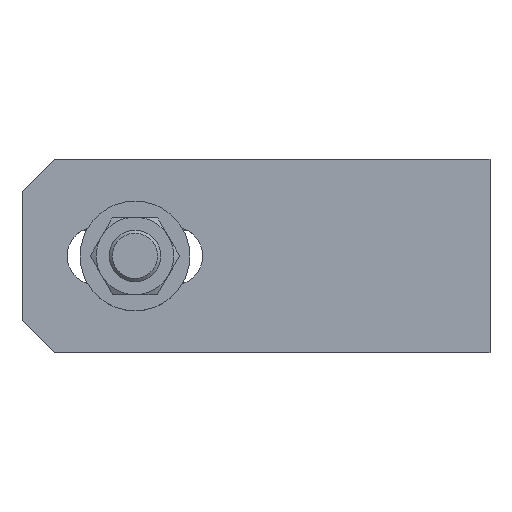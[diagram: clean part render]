
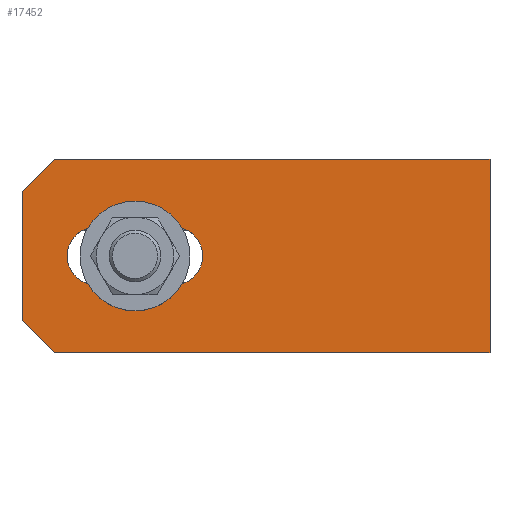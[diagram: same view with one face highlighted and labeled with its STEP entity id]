
A CAD part, top view. The second image highlights one B-rep face of the part: STEP entity #17452.
In plain terms, the highlighted planar face has unit normal (0, 0, 1).
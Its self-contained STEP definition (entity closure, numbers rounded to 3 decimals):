
#701 = EDGE_LOOP ( 'NONE', ( #11893, #12738, #10540, #19329, #16198, #3528 ) ) ;
#1461 = VECTOR ( 'NONE', #2468, 1000. ) ;
#2210 = DIRECTION ( 'NONE',  ( 1., 0., 0. ) ) ;
#2468 = DIRECTION ( 'NONE',  ( 0., 1., 0. ) ) ;
#2472 = VERTEX_POINT ( 'NONE', #20725 ) ;
#2611 = EDGE_CURVE ( 'NONE', #12828, #3054, #15126, .T. ) ;
#3021 = EDGE_LOOP ( 'NONE', ( #20276, #17084, #5282, #5050 ) ) ;
#3054 = VERTEX_POINT ( 'NONE', #12936 ) ;
#3059 = VERTEX_POINT ( 'NONE', #9320 ) ;
#3361 = VERTEX_POINT ( 'NONE', #14180 ) ;
#3402 = DIRECTION ( 'NONE',  ( 0., 0., 1. ) ) ;
#3528 = ORIENTED_EDGE ( 'NONE', *, *, #12733, .T. ) ;
#4133 = AXIS2_PLACEMENT_3D ( 'NONE', #7026, #8897, #2210 ) ;
#4934 = CARTESIAN_POINT ( 'NONE',  ( -49.5, -9., 4. ) ) ;
#5041 = FACE_BOUND ( 'NONE', #3021, .T. ) ;
#5050 = ORIENTED_EDGE ( 'NONE', *, *, #12017, .F. ) ;
#5282 = ORIENTED_EDGE ( 'NONE', *, *, #6781, .F. ) ;
#5818 = CIRCLE ( 'NONE', #4133, 9. ) ;
#5974 = CARTESIAN_POINT ( 'NONE',  ( -72.5, 30., 4. ) ) ;
#6228 = CARTESIAN_POINT ( 'NONE',  ( -49.5, 9., 4. ) ) ;
#6643 = CARTESIAN_POINT ( 'NONE',  ( -25.5, -9., 4. ) ) ;
#6781 = EDGE_CURVE ( 'NONE', #12467, #21792, #15514, .T. ) ;
#7026 = CARTESIAN_POINT ( 'NONE',  ( -25.5, 0., 4. ) ) ;
#7119 = LINE ( 'NONE', #17921, #21039 ) ;
#7656 = CARTESIAN_POINT ( 'NONE',  ( 72.5, 30., 4. ) ) ;
#7732 = LINE ( 'NONE', #4934, #10956 ) ;
#8064 = AXIS2_PLACEMENT_3D ( 'NONE', #17144, #9991, #8497 ) ;
#8497 = DIRECTION ( 'NONE',  ( 1., 0., 0. ) ) ;
#8711 = LINE ( 'NONE', #5974, #21560 ) ;
#8897 = DIRECTION ( 'NONE',  ( 0., 0., 1. ) ) ;
#9320 = CARTESIAN_POINT ( 'NONE',  ( -62.5, -30., 4. ) ) ;
#9496 = EDGE_CURVE ( 'NONE', #3059, #2472, #20605, .T. ) ;
#9623 = CARTESIAN_POINT ( 'NONE',  ( -49.5, 9., 4. ) ) ;
#9991 = DIRECTION ( 'NONE',  ( 0., 0., 1. ) ) ;
#10175 = LINE ( 'NONE', #13531, #10722 ) ;
#10233 = CARTESIAN_POINT ( 'NONE',  ( -72.5, -30., 4. ) ) ;
#10335 = CARTESIAN_POINT ( 'NONE',  ( -49.5, -9., 4. ) ) ;
#10540 = ORIENTED_EDGE ( 'NONE', *, *, #9496, .T. ) ;
#10722 = VECTOR ( 'NONE', #20543, 1000. ) ;
#10905 = VERTEX_POINT ( 'NONE', #11713 ) ;
#10956 = VECTOR ( 'NONE', #13554, 1000. ) ;
#11459 = VECTOR ( 'NONE', #13088, 1000. ) ;
#11713 = CARTESIAN_POINT ( 'NONE',  ( -72.5, 20., 4. ) ) ;
#11893 = ORIENTED_EDGE ( 'NONE', *, *, #13129, .T. ) ;
#12017 = EDGE_CURVE ( 'NONE', #16014, #12467, #5818, .T. ) ;
#12168 = VECTOR ( 'NONE', #19324, 1000. ) ;
#12333 = VECTOR ( 'NONE', #15131, 1000. ) ;
#12467 = VERTEX_POINT ( 'NONE', #20376 ) ;
#12733 = EDGE_CURVE ( 'NONE', #3054, #10905, #7119, .T. ) ;
#12738 = ORIENTED_EDGE ( 'NONE', *, *, #14292, .T. ) ;
#12828 = VERTEX_POINT ( 'NONE', #19973 ) ;
#12936 = CARTESIAN_POINT ( 'NONE',  ( -62.5, 30., 4. ) ) ;
#13088 = DIRECTION ( 'NONE',  ( -1., 0., 0. ) ) ;
#13129 = EDGE_CURVE ( 'NONE', #10905, #3361, #8711, .T. ) ;
#13531 = CARTESIAN_POINT ( 'NONE',  ( -46.25, -46.25, 4. ) ) ;
#13554 = DIRECTION ( 'NONE',  ( 1., 0., 0. ) ) ;
#14180 = CARTESIAN_POINT ( 'NONE',  ( -72.5, -20., 4. ) ) ;
#14292 = EDGE_CURVE ( 'NONE', #3361, #3059, #10175, .T. ) ;
#14646 = DIRECTION ( 'NONE',  ( -0.707, -0.707, 0. ) ) ;
#15126 = LINE ( 'NONE', #21018, #12168 ) ;
#15131 = DIRECTION ( 'NONE',  ( 1., 0., 0. ) ) ;
#15410 = AXIS2_PLACEMENT_3D ( 'NONE', #20465, #3402, #18559 ) ;
#15464 = LINE ( 'NONE', #7656, #1461 ) ;
#15514 = LINE ( 'NONE', #9623, #11459 ) ;
#15554 = EDGE_CURVE ( 'NONE', #19932, #16014, #7732, .T. ) ;
#16014 = VERTEX_POINT ( 'NONE', #6643 ) ;
#16198 = ORIENTED_EDGE ( 'NONE', *, *, #2611, .T. ) ;
#17084 = ORIENTED_EDGE ( 'NONE', *, *, #18578, .F. ) ;
#17144 = CARTESIAN_POINT ( 'NONE',  ( -49.5, 0., 4. ) ) ;
#17452 = ADVANCED_FACE ( 'NONE', ( #18169, #5041 ), #21968, .T. ) ;
#17921 = CARTESIAN_POINT ( 'NONE',  ( -46.25, 46.25, 4. ) ) ;
#18169 = FACE_OUTER_BOUND ( 'NONE', #701, .T. ) ;
#18559 = DIRECTION ( 'NONE',  ( 1., 0., 0. ) ) ;
#18578 = EDGE_CURVE ( 'NONE', #21792, #19932, #21950, .T. ) ;
#19324 = DIRECTION ( 'NONE',  ( -1., 0., 0. ) ) ;
#19329 = ORIENTED_EDGE ( 'NONE', *, *, #21874, .T. ) ;
#19741 = DIRECTION ( 'NONE',  ( 0., -1., 0. ) ) ;
#19932 = VERTEX_POINT ( 'NONE', #10335 ) ;
#19973 = CARTESIAN_POINT ( 'NONE',  ( 72.5, 30., 4. ) ) ;
#20276 = ORIENTED_EDGE ( 'NONE', *, *, #15554, .F. ) ;
#20376 = CARTESIAN_POINT ( 'NONE',  ( -25.5, 9., 4. ) ) ;
#20465 = CARTESIAN_POINT ( 'NONE',  ( 0., 0., 4. ) ) ;
#20543 = DIRECTION ( 'NONE',  ( 0.707, -0.707, 0. ) ) ;
#20605 = LINE ( 'NONE', #10233, #12333 ) ;
#20725 = CARTESIAN_POINT ( 'NONE',  ( 72.5, -30., 4. ) ) ;
#21018 = CARTESIAN_POINT ( 'NONE',  ( -72.5, 30., 4. ) ) ;
#21039 = VECTOR ( 'NONE', #14646, 1000. ) ;
#21560 = VECTOR ( 'NONE', #19741, 1000. ) ;
#21792 = VERTEX_POINT ( 'NONE', #6228 ) ;
#21874 = EDGE_CURVE ( 'NONE', #2472, #12828, #15464, .T. ) ;
#21950 = CIRCLE ( 'NONE', #8064, 9. ) ;
#21968 = PLANE ( 'NONE',  #15410 ) ;
